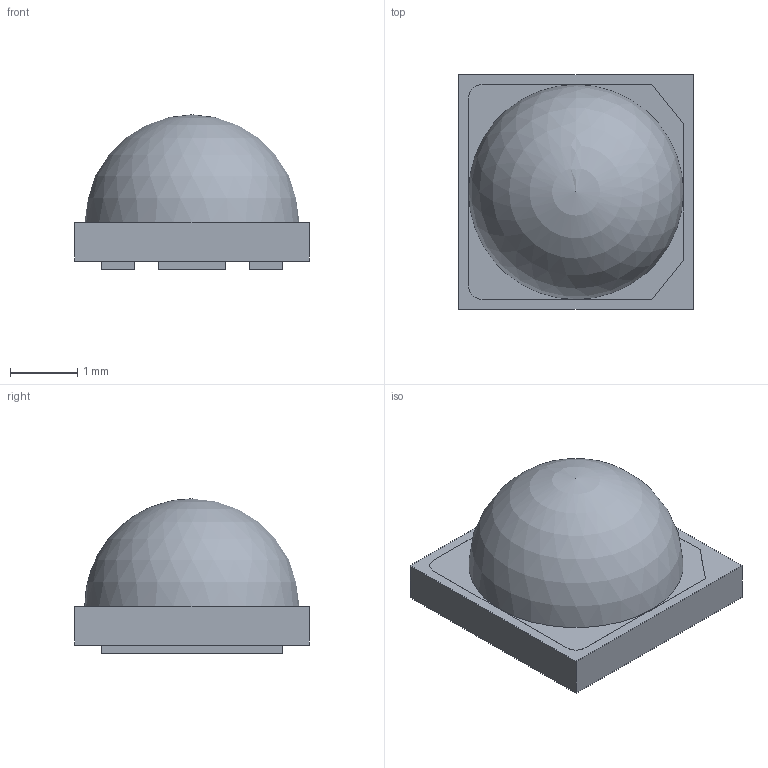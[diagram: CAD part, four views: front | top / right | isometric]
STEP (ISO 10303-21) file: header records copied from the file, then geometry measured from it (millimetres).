
FILE_DESCRIPTION(/* description */ ('Unknown'),/* implementation_level */ '2;1');
FILE_NAME(/* name */ 'D_Wurth_WL-SMDC_Horticulture-3535_150353GS74500A',/* time_stamp */ '2025-09-01T18:02:04+08:00',/* author */ ('Unknown'),/* organization */ ('Unknown'),/* preprocessor_version */ 'ST-DEVELOPER v19.4',/* originating_system */ 'Solid Edge',/* authorisation */ 'Unknown');
FILE_SCHEMA (('AUTOMOTIVE_DESIGN {1 0 10303 214 3 1 1}'));
Length unit declared in the file: millimetre
Products named in the file (2): D_Wurth_WL-SMDC_Horticulture-3535_150353GS74500A
Assembly tree (1 placements, depth 2):
  D_Wurth_WL-SMDC_Horticulture-3535_150353GS74500A
    D_Wurth_WL-SMDC_Horticulture-3535_150353GS74500A
Bounding box: 3.5 x 3.5 x 2.3 mm (x, y, z)
Volume: 17.2 mm3; surface area: 71.6 mm2
Topology: 5 solids, 5 shells, 43 faces, 97 edges, 65 vertices
Faces by surface type: plane 40, cylinder 2, sphere 1
Entity records: 1368 total; most frequent: CARTESIAN_POINT 202, DIRECTION 189, ORIENTED_EDGE 188, EDGE_CURVE 94, LINE 89, VECTOR 89, VERTEX_POINT 63, AXIS2_PLACEMENT_3D 50
